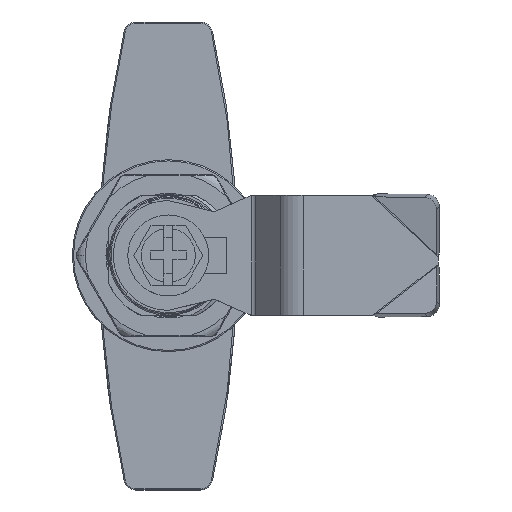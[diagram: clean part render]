
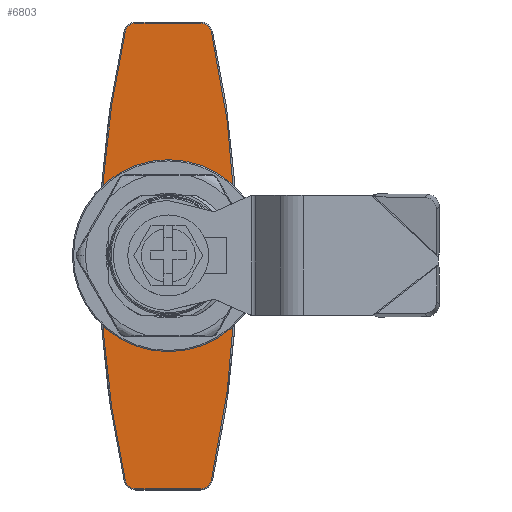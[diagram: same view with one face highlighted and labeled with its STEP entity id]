
A CAD part, top view. The second image highlights one B-rep face of the part: STEP entity #6803.
In plain terms, the highlighted planar face has unit normal (0, 0, 1).
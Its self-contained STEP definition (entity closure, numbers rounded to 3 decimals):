
#6483 = VERTEX_POINT ( 'NONE', #20912 ) ;
#6487 = VERTEX_POINT ( 'NONE', #20981 ) ;
#6497 = VERTEX_POINT ( 'NONE', #20961 ) ;
#6499 = EDGE_CURVE ( 'NONE', #6497, #6504, #20977, .T. ) ;
#6504 = VERTEX_POINT ( 'NONE', #21022 ) ;
#6507 = EDGE_CURVE ( 'NONE', #6487, #6483, #21015, .T. ) ;
#6778 = VERTEX_POINT ( 'NONE', #22193 ) ;
#6779 = EDGE_CURVE ( 'NONE', #6504, #6497, #22185, .T. ) ;
#6780 = VERTEX_POINT ( 'NONE', #22244 ) ;
#6781 = EDGE_CURVE ( 'NONE', #6778, #6782, #22182, .T. ) ;
#6782 = VERTEX_POINT ( 'NONE', #22243 ) ;
#6783 = VERTEX_POINT ( 'NONE', #22239 ) ;
#6784 = ORIENTED_EDGE ( 'NONE', *, *, #6499, .T. ) ;
#6785 = EDGE_CURVE ( 'NONE', #6783, #6778, #22241, .T. ) ;
#6786 = ORIENTED_EDGE ( 'NONE', *, *, #6507, .T. ) ;
#6787 = EDGE_LOOP ( 'NONE', ( #6789, #6793, #6848, #6786, #6852, #6854, #6860, #6791, #6795 ) ) ;
#6788 = VERTEX_POINT ( 'NONE', #22229 ) ;
#6789 = ORIENTED_EDGE ( 'NONE', *, *, #6785, .T. ) ;
#6791 = ORIENTED_EDGE ( 'NONE', *, *, #6857, .T. ) ;
#6793 = ORIENTED_EDGE ( 'NONE', *, *, #6781, .T. ) ;
#6794 = EDGE_CURVE ( 'NONE', #6782, #6487, #21232, .T. ) ;
#6795 = ORIENTED_EDGE ( 'NONE', *, *, #6832, .T. ) ;
#6803 = ADVANCED_FACE ( 'NONE', ( #22272, #22277 ), #22265, .F. ) ;
#6805 = EDGE_LOOP ( 'NONE', ( #6859, #6784 ) ) ;
#6832 = EDGE_CURVE ( 'NONE', #6856, #6783, #22285, .T. ) ;
#6848 = ORIENTED_EDGE ( 'NONE', *, *, #6794, .T. ) ;
#6849 = VERTEX_POINT ( 'NONE', #22321 ) ;
#6851 = EDGE_CURVE ( 'NONE', #6483, #6788, #22322, .T. ) ;
#6852 = ORIENTED_EDGE ( 'NONE', *, *, #6851, .T. ) ;
#6853 = EDGE_CURVE ( 'NONE', #6788, #6849, #22317, .T. ) ;
#6854 = ORIENTED_EDGE ( 'NONE', *, *, #6853, .T. ) ;
#6855 = EDGE_CURVE ( 'NONE', #6849, #6780, #22369, .T. ) ;
#6856 = VERTEX_POINT ( 'NONE', #22363 ) ;
#6857 = EDGE_CURVE ( 'NONE', #6780, #6856, #22365, .T. ) ;
#6859 = ORIENTED_EDGE ( 'NONE', *, *, #6779, .T. ) ;
#6860 = ORIENTED_EDGE ( 'NONE', *, *, #6855, .T. ) ;
#20912 = CARTESIAN_POINT ( 'NONE',  ( -7.163, -37.394, 11. ) ) ;
#20961 = CARTESIAN_POINT ( 'NONE',  ( 11., 0., 11. ) ) ;
#20977 = CIRCLE ( 'NONE', #21019, 11. ) ;
#20981 = CARTESIAN_POINT ( 'NONE',  ( -11.3, 0., 11. ) ) ;
#21005 = DIRECTION ( 'NONE',  ( -1., 0., 0. ) ) ;
#21006 = DIRECTION ( 'NONE',  ( 0., 0., 1. ) ) ;
#21007 = AXIS2_PLACEMENT_3D ( 'NONE', #21020, #21006, #21005 ) ;
#21015 = CIRCLE ( 'NONE', #21007, 171.05 ) ;
#21017 = DIRECTION ( 'NONE',  ( -1., 0., 0. ) ) ;
#21018 = DIRECTION ( 'NONE',  ( 0., 0., -1. ) ) ;
#21019 = AXIS2_PLACEMENT_3D ( 'NONE', #21021, #21018, #21017 ) ;
#21020 = CARTESIAN_POINT ( 'NONE',  ( 159.75, 0., 11. ) ) ;
#21021 = CARTESIAN_POINT ( 'NONE',  ( 0., 0., 11. ) ) ;
#21022 = CARTESIAN_POINT ( 'NONE',  ( -11., 0., 11. ) ) ;
#21200 = CARTESIAN_POINT ( 'NONE',  ( 159.75, 0., 11. ) ) ;
#21211 = DIRECTION ( 'NONE',  ( 0., 0., 1. ) ) ;
#21215 = AXIS2_PLACEMENT_3D ( 'NONE', #21200, #21211, #21697 ) ;
#21232 = CIRCLE ( 'NONE', #21215, 171.05 ) ;
#21697 = DIRECTION ( 'NONE',  ( -1., 0., 0. ) ) ;
#22180 = AXIS2_PLACEMENT_3D ( 'NONE', #22238, #22237, #22236 ) ;
#22182 = CIRCLE ( 'NONE', #22242, 1.8 ) ;
#22185 = CIRCLE ( 'NONE', #22180, 11. ) ;
#22193 = CARTESIAN_POINT ( 'NONE',  ( -5.406, 38.8, 11. ) ) ;
#22225 = DIRECTION ( 'NONE',  ( -1., 0., 0. ) ) ;
#22226 = VECTOR ( 'NONE', #22225, 1000. ) ;
#22229 = CARTESIAN_POINT ( 'NONE',  ( -5.406, -38.8, 11. ) ) ;
#22230 = DIRECTION ( 'NONE',  ( -1., 0., 0. ) ) ;
#22231 = DIRECTION ( 'NONE',  ( 0., 0., 1. ) ) ;
#22236 = DIRECTION ( 'NONE',  ( -1., 0., 0. ) ) ;
#22237 = DIRECTION ( 'NONE',  ( 0., 0., -1. ) ) ;
#22238 = CARTESIAN_POINT ( 'NONE',  ( 0., 0., 11. ) ) ;
#22239 = CARTESIAN_POINT ( 'NONE',  ( 5.406, 38.8, 11. ) ) ;
#22240 = CARTESIAN_POINT ( 'NONE',  ( 11.5, 38.8, 11. ) ) ;
#22241 = LINE ( 'NONE', #22240, #22226 ) ;
#22242 = AXIS2_PLACEMENT_3D ( 'NONE', #22247, #22231, #22230 ) ;
#22243 = CARTESIAN_POINT ( 'NONE',  ( -7.163, 37.394, 11. ) ) ;
#22244 = CARTESIAN_POINT ( 'NONE',  ( 7.163, -37.394, 11. ) ) ;
#22247 = CARTESIAN_POINT ( 'NONE',  ( -5.406, 37., 11. ) ) ;
#22262 = DIRECTION ( 'NONE',  ( -1., 0., 0. ) ) ;
#22263 = DIRECTION ( 'NONE',  ( 0., 0., -1. ) ) ;
#22264 = CARTESIAN_POINT ( 'NONE',  ( 5.406, 37., 11. ) ) ;
#22265 = PLANE ( 'NONE',  #22275 ) ;
#22272 = FACE_BOUND ( 'NONE', #6805, .T. ) ;
#22275 = AXIS2_PLACEMENT_3D ( 'NONE', #22276, #22263, #22262 ) ;
#22276 = CARTESIAN_POINT ( 'NONE',  ( 11.5, 39., 11. ) ) ;
#22277 = FACE_OUTER_BOUND ( 'NONE', #6787, .T. ) ;
#22284 = DIRECTION ( 'NONE',  ( 0., 0., 1. ) ) ;
#22285 = CIRCLE ( 'NONE', #22309, 1.8 ) ;
#22296 = DIRECTION ( 'NONE',  ( -1., 0., 0. ) ) ;
#22309 = AXIS2_PLACEMENT_3D ( 'NONE', #22264, #22284, #22296 ) ;
#22312 = DIRECTION ( 'NONE',  ( -1., 0., 0. ) ) ;
#22313 = DIRECTION ( 'NONE',  ( 0., 0., 1. ) ) ;
#22314 = CARTESIAN_POINT ( 'NONE',  ( -5.406, -37., 11. ) ) ;
#22315 = AXIS2_PLACEMENT_3D ( 'NONE', #22314, #22313, #22312 ) ;
#22317 = LINE ( 'NONE', #22368, #22367 ) ;
#22321 = CARTESIAN_POINT ( 'NONE',  ( 5.406, -38.8, 11. ) ) ;
#22322 = CIRCLE ( 'NONE', #22315, 1.8 ) ;
#22326 = AXIS2_PLACEMENT_3D ( 'NONE', #22362, #22361, #22360 ) ;
#22329 = CARTESIAN_POINT ( 'NONE',  ( -159.75, 0., 11. ) ) ;
#22355 = DIRECTION ( 'NONE',  ( -1., 0., 0. ) ) ;
#22356 = DIRECTION ( 'NONE',  ( 0., 0., 1. ) ) ;
#22360 = DIRECTION ( 'NONE',  ( -1., 0., 0. ) ) ;
#22361 = DIRECTION ( 'NONE',  ( 0., 0., 1. ) ) ;
#22362 = CARTESIAN_POINT ( 'NONE',  ( 5.406, -37., 11. ) ) ;
#22363 = CARTESIAN_POINT ( 'NONE',  ( 7.163, 37.394, 11. ) ) ;
#22364 = AXIS2_PLACEMENT_3D ( 'NONE', #22329, #22356, #22355 ) ;
#22365 = CIRCLE ( 'NONE', #22364, 171.05 ) ;
#22366 = DIRECTION ( 'NONE',  ( 1., 0., 0. ) ) ;
#22367 = VECTOR ( 'NONE', #22366, 1000. ) ;
#22368 = CARTESIAN_POINT ( 'NONE',  ( 11.5, -38.8, 11. ) ) ;
#22369 = CIRCLE ( 'NONE', #22326, 1.8 ) ;
